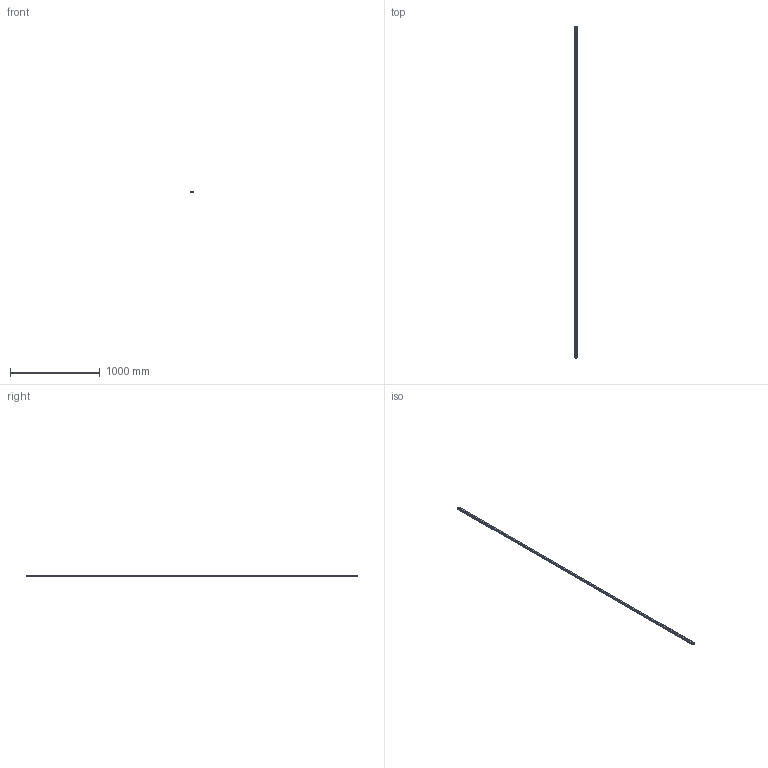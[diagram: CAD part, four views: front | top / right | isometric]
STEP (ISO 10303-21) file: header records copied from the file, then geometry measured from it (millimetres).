
FILE_DESCRIPTION(('STEP AP214'),'1');
FILE_NAME('cctmp_DC2AD1AC-DAA6-470E-B343-57C80648153F_2020_6_3_9_33_26_464..stp','2020-06-03T07:33:26',('HIWIN GmbH'),('CADClick - www.CADClick.com'),'Spatial InterOp 3D',' ','unknown authorization');
FILE_SCHEMA(('AUTOMOTIVE_DESIGN'));
Length unit declared in the file: millimetre
Products named in the file (1): HGR25R3690H_FILE
Bounding box: 23 x 3690 x 22 mm (x, y, z)
Volume: 1533436.9 mm3; surface area: 379174.3 mm2
Topology: 1 solids, 1 shells, 855 faces, 2175 edges, 1450 vertices
Faces by surface type: plane 461, cylinder 394
Entity records: 33377 total; most frequent: DIRECTION 5171, CARTESIAN_POINT 4481, ORIENTED_EDGE 4350, EDGE_CURVE 2175, AXIS2_PLACEMENT_3D 2140, VERTEX_POINT 1450, CIRCLE 1036, EDGE_LOOP 983
